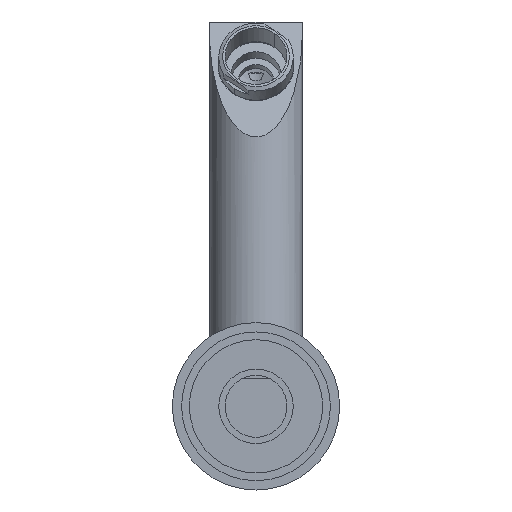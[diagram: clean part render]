
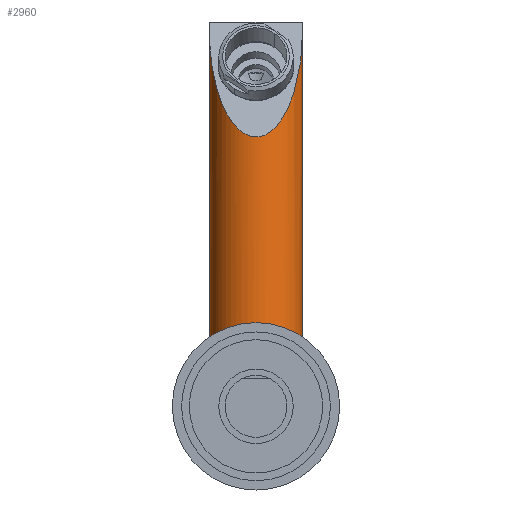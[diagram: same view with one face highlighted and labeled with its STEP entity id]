
A CAD part, front view. The second image highlights one B-rep face of the part: STEP entity #2960.
In plain terms, the highlighted cylindrical face has radius 15 mm (diameter 30 mm), a partial arc.
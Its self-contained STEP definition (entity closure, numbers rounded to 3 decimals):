
#112 = CARTESIAN_POINT ( 'NONE',  ( 13.447, 6.717, -4.116 ) ) ;
#480 = CARTESIAN_POINT ( 'NONE',  ( -2.486, 14.801, -0.124 ) ) ;
#496 = CARTESIAN_POINT ( 'NONE',  ( -15., 0., 0. ) ) ;
#661 = CARTESIAN_POINT ( 'NONE',  ( 4.96, 14.165, -0.513 ) ) ;
#773 = CARTESIAN_POINT ( 'NONE',  ( 9.241, 11.855, -1.834 ) ) ;
#812 = CARTESIAN_POINT ( 'NONE',  ( 3.518, 14.59, -0.254 ) ) ;
#886 = CARTESIAN_POINT ( 'NONE',  ( 15., 0., 97.131 ) ) ;
#919 = EDGE_CURVE ( 'NONE', #7140, #7347, #7674, .T. ) ;
#947 = EDGE_LOOP ( 'NONE', ( #2215, #5607, #6339, #6488 ) ) ;
#967 = FACE_OUTER_BOUND ( 'NONE', #947, .T. ) ;
#969 = CARTESIAN_POINT ( 'NONE',  ( -15., 30., 29.75 ) ) ;
#1069 = EDGE_CURVE ( 'NONE', #3467, #7532, #6823, .T. ) ;
#1132 = CARTESIAN_POINT ( 'NONE',  ( -15., 0., -5.265 ) ) ;
#1173 = CARTESIAN_POINT ( 'NONE',  ( -14.473, 3.973, -4.854 ) ) ;
#1212 = CARTESIAN_POINT ( 'NONE',  ( -5.383, 14.01, -0.607 ) ) ;
#1246 = CARTESIAN_POINT ( 'NONE',  ( -3.468, 14.602, -0.247 ) ) ;
#1280 = CARTESIAN_POINT ( 'NONE',  ( 11.907, 9.135, -3.159 ) ) ;
#1321 = CARTESIAN_POINT ( 'NONE',  ( 14.181, 4.913, -4.637 ) ) ;
#1676 = CARTESIAN_POINT ( 'NONE',  ( -0.987, 14.976, -0.015 ) ) ;
#1750 = CARTESIAN_POINT ( 'NONE',  ( -15., 1.024, -5.265 ) ) ;
#1824 = CARTESIAN_POINT ( 'NONE',  ( -3.954, 14.478, -0.323 ) ) ;
#1855 = CARTESIAN_POINT ( 'NONE',  ( 4.002, 14.465, -0.331 ) ) ;
#1894 = CARTESIAN_POINT ( 'NONE',  ( 15., 0., -5.265 ) ) ;
#1995 = CARTESIAN_POINT ( 'NONE',  ( 15., 0., 0. ) ) ;
#2130 = DIRECTION ( 'NONE',  ( -1., 0., 0. ) ) ;
#2215 = ORIENTED_EDGE ( 'NONE', *, *, #6268, .F. ) ;
#2344 = CARTESIAN_POINT ( 'NONE',  ( -12.706, 7.987, -3.637 ) ) ;
#2567 = CARTESIAN_POINT ( 'NONE',  ( 15., 0., 97.131 ) ) ;
#2569 = CARTESIAN_POINT ( 'NONE',  ( 7.633, 12.95, -1.23 ) ) ;
#2860 = CARTESIAN_POINT ( 'NONE',  ( -13.418, 6.723, -4.099 ) ) ;
#2935 = CARTESIAN_POINT ( 'NONE',  ( -11.29, 9.922, -2.808 ) ) ;
#2960 = ADVANCED_FACE ( 'NONE', ( #967 ), #5138, .T. ) ;
#2974 = CARTESIAN_POINT ( 'NONE',  ( -14.177, 4.926, -4.634 ) ) ;
#3004 = CARTESIAN_POINT ( 'NONE',  ( -14.597, 3.489, -4.949 ) ) ;
#3042 = CARTESIAN_POINT ( 'NONE',  ( 6.78, 13.416, -0.959 ) ) ;
#3467 = VERTEX_POINT ( 'NONE', #4901 ) ;
#3486 = CARTESIAN_POINT ( 'NONE',  ( 2.051, 14.893, -0.067 ) ) ;
#3633 = CARTESIAN_POINT ( 'NONE',  ( -14.007, 5.388, -4.51 ) ) ;
#3780 = CARTESIAN_POINT ( 'NONE',  ( 12.194, 8.748, -3.326 ) ) ;
#4064 = CARTESIAN_POINT ( 'NONE',  ( -0.478, 15.001, 0.001 ) ) ;
#4126 = EDGE_CURVE ( 'NONE', #7140, #3467, #7685, .T. ) ;
#4139 = CARTESIAN_POINT ( 'NONE',  ( -10.278, 10.935, -2.309 ) ) ;
#4178 = CARTESIAN_POINT ( 'NONE',  ( -9.179, 11.873, -1.821 ) ) ;
#4216 = CARTESIAN_POINT ( 'NONE',  ( -4.915, 14.181, -0.504 ) ) ;
#4517 = CARTESIAN_POINT ( 'NONE',  ( -15., 0., 97.131 ) ) ;
#4644 = CARTESIAN_POINT ( 'NONE',  ( -11.896, 9.188, -3.146 ) ) ;
#4687 = CARTESIAN_POINT ( 'NONE',  ( -13.628, 6.287, -4.243 ) ) ;
#4866 = CARTESIAN_POINT ( 'NONE',  ( 14.012, 5.375, -4.514 ) ) ;
#4901 = CARTESIAN_POINT ( 'NONE',  ( -15., 0., 97.131 ) ) ;
#5138 = CYLINDRICAL_SURFACE ( 'NONE', #5666, 15. ) ;
#5180 = DIRECTION ( 'NONE',  ( 0., 0., 1. ) ) ;
#5228 = CARTESIAN_POINT ( 'NONE',  ( -1.99, 14.876, -0.077 ) ) ;
#5267 = CARTESIAN_POINT ( 'NONE',  ( -6.741, 13.436, -0.947 ) ) ;
#5309 = CARTESIAN_POINT ( 'NONE',  ( -12.957, 7.573, -3.796 ) ) ;
#5345 = CARTESIAN_POINT ( 'NONE',  ( -9.924, 11.258, -2.144 ) ) ;
#5420 = CARTESIAN_POINT ( 'NONE',  ( 15., 0., -5.265 ) ) ;
#5421 = VECTOR ( 'NONE', #5588, 1000. ) ;
#5454 = CARTESIAN_POINT ( 'NONE',  ( 9.975, 11.243, -2.158 ) ) ;
#5489 = CARTESIAN_POINT ( 'NONE',  ( 15., 1.023, -5.265 ) ) ;
#5588 = DIRECTION ( 'NONE',  ( 0., 0., 1. ) ) ;
#5607 = ORIENTED_EDGE ( 'NONE', *, *, #919, .F. ) ;
#5609 = CARTESIAN_POINT ( 'NONE',  ( -15., 0., -5.265 ) ) ;
#5642 = VECTOR ( 'NONE', #7641, 1000. ) ;
#5666 = AXIS2_PLACEMENT_3D ( 'NONE', #5721, #5180, #2130 ) ;
#5721 = CARTESIAN_POINT ( 'NONE',  ( 0., 0., 0. ) ) ;
#6038 = CARTESIAN_POINT ( 'NONE',  ( 14.599, 3.481, -4.951 ) ) ;
#6268 = EDGE_CURVE ( 'NONE', #7347, #7532, #7354, .T. ) ;
#6339 = ORIENTED_EDGE ( 'NONE', *, *, #4126, .T. ) ;
#6441 = CARTESIAN_POINT ( 'NONE',  ( 1.052, 14.998, -0.001 ) ) ;
#6488 = ORIENTED_EDGE ( 'NONE', *, *, #1069, .T. ) ;
#6555 = CARTESIAN_POINT ( 'NONE',  ( -8.79, 12.164, -1.664 ) ) ;
#6625 = CARTESIAN_POINT ( 'NONE',  ( 11.3, 9.876, -2.824 ) ) ;
#6667 = CARTESIAN_POINT ( 'NONE',  ( 12.992, 7.558, -3.811 ) ) ;
#6703 = CARTESIAN_POINT ( 'NONE',  ( 5.425, 13.993, -0.616 ) ) ;
#6823 =( BOUNDED_CURVE ( )  B_SPLINE_CURVE ( 3, ( #4517, #969, #7573, #886 ),
 .UNSPECIFIED., .F., .F. ) 
 B_SPLINE_CURVE_WITH_KNOTS ( ( 4, 4 ),
 ( 1.571, 4.712 ),
 .UNSPECIFIED. ) 
 CURVE ( )  GEOMETRIC_REPRESENTATION_ITEM ( )  RATIONAL_B_SPLINE_CURVE ( ( 1., 0.333, 0.333, 1. ) ) 
 REPRESENTATION_ITEM ( '' )  );
#7034 = CARTESIAN_POINT ( 'NONE',  ( -7.591, 12.974, -1.216 ) ) ;
#7140 = VERTEX_POINT ( 'NONE', #5609 ) ;
#7150 = CARTESIAN_POINT ( 'NONE',  ( -14.896, 2.024, -5.181 ) ) ;
#7297 = CARTESIAN_POINT ( 'NONE',  ( 14.897, 2.02, -5.181 ) ) ;
#7333 = CARTESIAN_POINT ( 'NONE',  ( 14.476, 3.962, -4.856 ) ) ;
#7347 = VERTEX_POINT ( 'NONE', #1894 ) ;
#7354 = LINE ( 'NONE', #1995, #5421 ) ;
#7368 = CARTESIAN_POINT ( 'NONE',  ( 10.981, 10.23, -2.656 ) ) ;
#7532 = VERTEX_POINT ( 'NONE', #2567 ) ;
#7573 = CARTESIAN_POINT ( 'NONE',  ( 15., 30., 29.75 ) ) ;
#7641 = DIRECTION ( 'NONE',  ( 0., 0., 1. ) ) ;
#7674 = B_SPLINE_CURVE_WITH_KNOTS ( 'NONE', 3,
 ( #1132, #1750, #7150, #3004, #1173, #2974, #3633, #4687, #2860, #5309, #2344, #4644, #2935, #4139, #5345, #4178, #6555, #7034, #5267, #1212, #4216, #1824, #1246, #480, #5228, #1676, #4064, #6441, #3486, #812, #1855, #661, #6703, #3042, #2569, #773, #5454, #7368, #6625, #1280, #3780, #6667, #112, #4866, #1321, #7333, #6038, #7297, #5489, #5420 ),
 .UNSPECIFIED., .F., .F.,
 ( 4, 2, 2, 2, 2, 2, 2, 2, 2, 2, 2, 2, 2, 2, 2, 2, 2, 2, 2, 2, 2, 2, 2, 2, 4 ),
 ( 0.072, 0.075, 0.077, 0.078, 0.08, 0.081, 0.084, 0.086, 0.087, 0.09, 0.092, 0.093, 0.095, 0.096, 0.099, 0.101, 0.103, 0.106, 0.109, 0.11, 0.112, 0.115, 0.116, 0.118, 0.121 ),
 .UNSPECIFIED. ) ;
#7685 = LINE ( 'NONE', #496, #5642 ) ;
